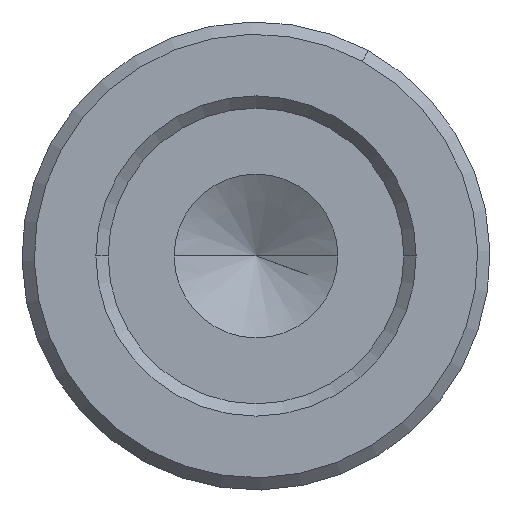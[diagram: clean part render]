
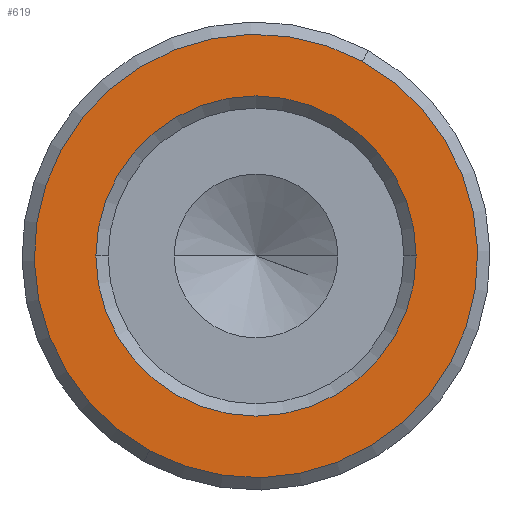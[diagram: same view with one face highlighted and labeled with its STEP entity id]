
A CAD part, front view. The second image highlights one B-rep face of the part: STEP entity #619.
In plain terms, the highlighted planar face has unit normal (0, -1, 0).
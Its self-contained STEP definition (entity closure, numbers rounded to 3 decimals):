
#424=CARTESIAN_POINT('Vertex',(428.98,-71.,82.898)) ;
#427=CARTESIAN_POINT('Axis2P3D Location',(424.665,-71.,75.)) ;
#431=CARTESIAN_POINT('Vertex',(420.351,-71.,67.102)) ;
#451=CARTESIAN_POINT('Axis2P3D Location',(424.665,-71.,75.)) ;
#592=CARTESIAN_POINT('Axis2P3D Location',(424.665,-71.,84.5)) ;
#601=CARTESIAN_POINT('Axis2P3D Location',(424.665,-71.,75.)) ;
#605=CARTESIAN_POINT('Vertex',(418.165,-71.,75.)) ;
#607=CARTESIAN_POINT('Vertex',(431.165,-71.,75.)) ;
#610=CARTESIAN_POINT('Axis2P3D Location',(424.665,-71.,75.)) ;
#428=DIRECTION('Axis2P3D Direction',(0.,1.,0.)) ;
#452=DIRECTION('Axis2P3D Direction',(0.,1.,0.)) ;
#593=DIRECTION('Axis2P3D Direction',(0.,1.,0.)) ;
#594=DIRECTION('Axis2P3D XDirection',(1.,-0.,0.)) ;
#602=DIRECTION('Axis2P3D Direction',(0.,1.,0.)) ;
#611=DIRECTION('Axis2P3D Direction',(0.,1.,0.)) ;
#429=AXIS2_PLACEMENT_3D('Circle Axis2P3D',#427,#428,$) ;
#453=AXIS2_PLACEMENT_3D('Circle Axis2P3D',#451,#452,$) ;
#595=AXIS2_PLACEMENT_3D('Plane Axis2P3D',#592,#593,#594) ;
#603=AXIS2_PLACEMENT_3D('Circle Axis2P3D',#601,#602,$) ;
#612=AXIS2_PLACEMENT_3D('Circle Axis2P3D',#610,#611,$) ;
#430=CIRCLE('generated circle',#429,9.) ;
#454=CIRCLE('generated circle',#453,9.) ;
#604=CIRCLE('generated circle',#603,6.5) ;
#613=CIRCLE('generated circle',#612,6.5) ;
#596=PLANE('',#595) ;
#618=FACE_BOUND('',#615,.T.) ;
#433=EDGE_CURVE('',#425,#432,#430,.T.) ;
#455=EDGE_CURVE('',#432,#425,#454,.T.) ;
#609=EDGE_CURVE('',#606,#608,#604,.F.) ;
#614=EDGE_CURVE('',#608,#606,#613,.F.) ;
#598=ORIENTED_EDGE('',*,*,#455,.F.) ;
#599=ORIENTED_EDGE('',*,*,#433,.F.) ;
#616=ORIENTED_EDGE('',*,*,#609,.F.) ;
#617=ORIENTED_EDGE('',*,*,#614,.F.) ;
#597=EDGE_LOOP('',(#598,#599)) ;
#615=EDGE_LOOP('',(#616,#617)) ;
#425=VERTEX_POINT('',#424) ;
#432=VERTEX_POINT('',#431) ;
#606=VERTEX_POINT('',#605) ;
#608=VERTEX_POINT('',#607) ;
#619=ADVANCED_FACE('Suppart axe ar',(#600,#618),#596,.F.) ;
#600=FACE_OUTER_BOUND('',#597,.T.) ;
